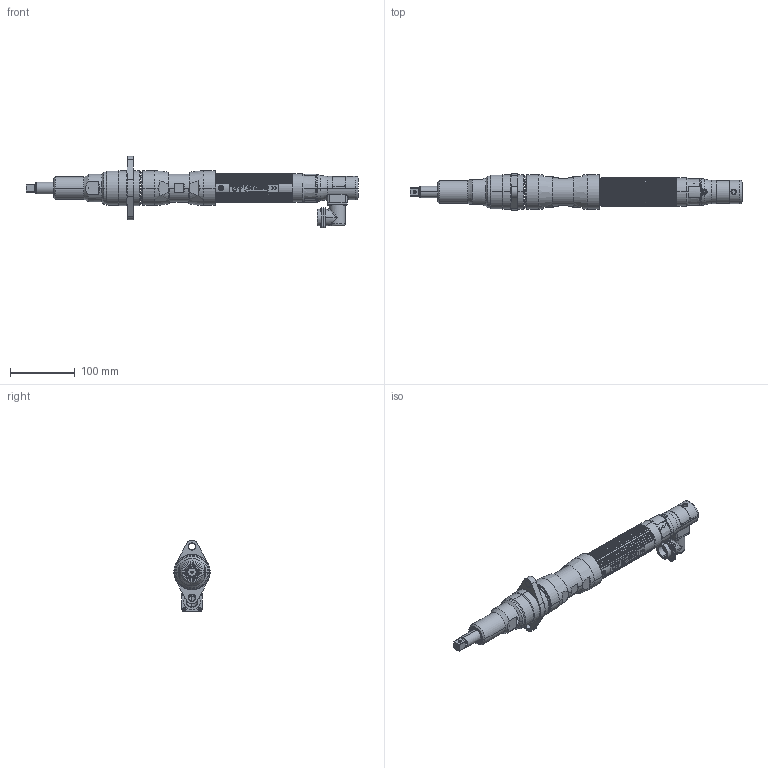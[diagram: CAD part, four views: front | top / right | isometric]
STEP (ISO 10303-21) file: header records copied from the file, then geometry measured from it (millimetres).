
FILE_DESCRIPTION((''),'2;1');
FILE_NAME('EB34MB1F1-55','2012-05-16T',('EJF1116'),(''),'PRO/ENGINEER BY PARAMETRIC TECHNOLOGY CORPORATION, 2010430','PRO/ENGINEER BY PARAMETRIC TECHNOLOGY CORPORATION, 2010430','');
FILE_SCHEMA(('CONFIG_CONTROL_DESIGN'));
Length unit declared in the file: inch
Products named in the file (1): EB34MB1F1-55
Bounding box: 514.25 x 56.39 x 110.39 mm (x, y, z)
Surface area: 133876.5 mm2 (no closed solid volume)
Topology: 0 solids, 122 shells, 495 faces, 3165 edges, 2689 vertices
Faces by surface type: cylinder 225, plane 139, torus 45, cone 43, bspline 41, extrusion 2
Entity records: 42048 total; most frequent: CARTESIAN_POINT 19815, DIRECTION 4108, ORIENTED_EDGE 3887, EDGE_CURVE 3165, VERTEX_POINT 2689, VECTOR 1576, LINE 1574, AXIS2_PLACEMENT_3D 1266
